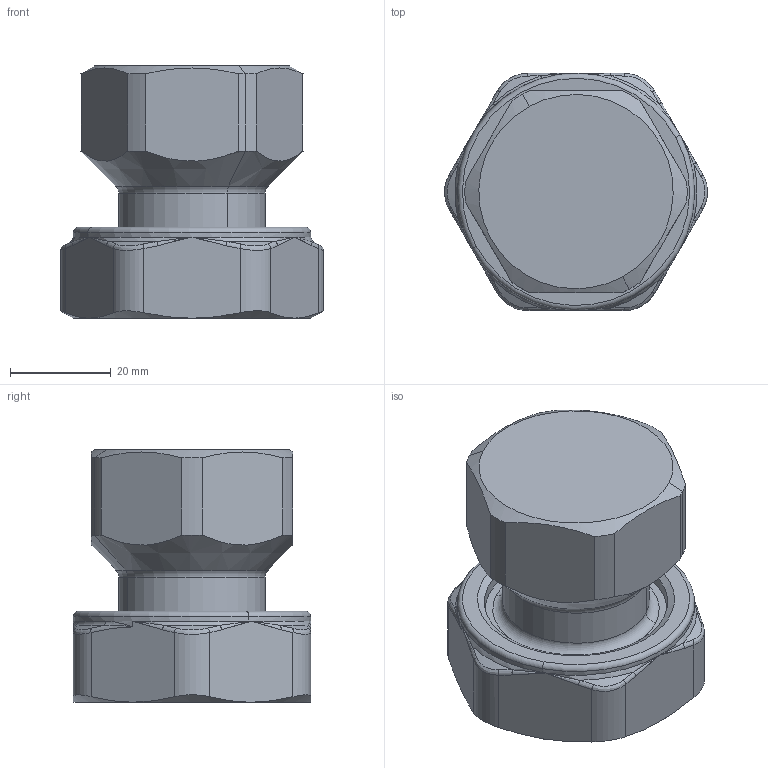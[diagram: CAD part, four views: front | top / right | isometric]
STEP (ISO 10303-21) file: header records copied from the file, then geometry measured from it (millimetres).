
FILE_DESCRIPTION(('CATIA V5 STEP Exchange'),'2;1');
FILE_NAME('F49646 (STP).stp','2016-02-16T13:53:47+00:00',('none'),('none'),'Version 5-6 Release 2012','CATIA V5 STEP AP203','none');
FILE_SCHEMA(('CONFIG_CONTROL_DESIGN'));
Length unit declared in the file: millimetre
Products named in the file (1): F49646
Bounding box: 52.09 x 47 x 50 mm (x, y, z)
Volume: 68520.5 mm3; surface area: 11823.4 mm2
Topology: 1 solids, 1 shells, 101 faces, 240 edges, 132 vertices
Faces by surface type: bspline 30, cylinder 22, cone 20, plane 17, torus 12
Entity records: 4126 total; most frequent: CARTESIAN_POINT 2305, ORIENTED_EDGE 456, EDGE_CURVE 228, DIRECTION 195, VERTEX_POINT 132, B_SPLINE_CURVE_WITH_KNOTS 119, AXIS2_PLACEMENT_3D 111, EDGE_LOOP 104
